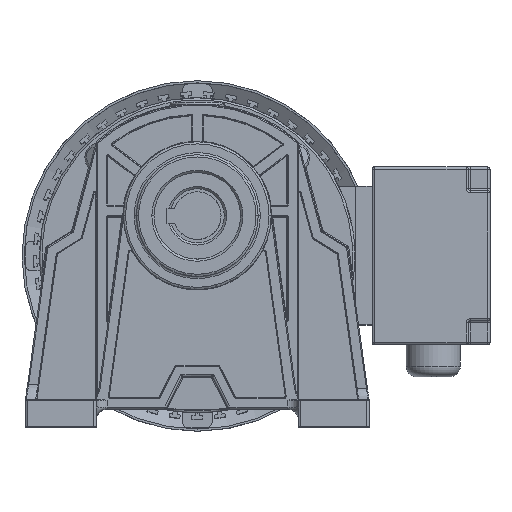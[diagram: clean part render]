
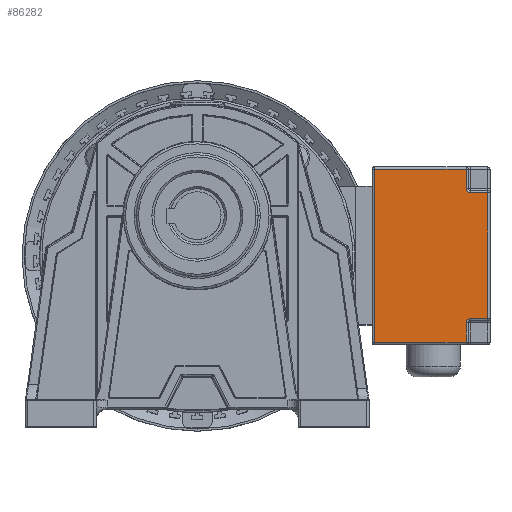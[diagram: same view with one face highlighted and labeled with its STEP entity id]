
A CAD part, top view. The second image highlights one B-rep face of the part: STEP entity #86282.
In plain terms, the highlighted face is planar.
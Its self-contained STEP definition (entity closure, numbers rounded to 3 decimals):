
#84596=CARTESIAN_POINT('',(31.04,-41.,9.));
#84597=DIRECTION('',(0.,-1.,0.));
#84598=DIRECTION('',(0.,0.,1.));
#84599=AXIS2_PLACEMENT_3D('',#84596,#84597,#84598);
#84601=CARTESIAN_POINT('',(-31.03,-41.,9.));
#84602=DIRECTION('',(0.,-1.,0.));
#84603=DIRECTION('',(1.,0.,0.));
#84604=AXIS2_PLACEMENT_3D('',#84601,#84602,#84603);
#84606=DIRECTION('',(1.,0.,0.));
#84607=VECTOR('',#84606,8.96);
#84608=CARTESIAN_POINT('',(31.04,-41.,11.));
#84609=LINE('',#84608,#84607);
#84625=DIRECTION('',(0.,0.,1.));
#84626=VECTOR('',#84625,42.5);
#84627=CARTESIAN_POINT('',(40.,-41.,11.));
#84628=LINE('',#84627,#84626);
#84648=DIRECTION('',(-1.,0.,0.));
#84649=VECTOR('',#84648,80.);
#84650=CARTESIAN_POINT('',(40.,-41.,53.5));
#84651=LINE('',#84650,#84649);
#84802=DIRECTION('',(0.,0.,-1.));
#84803=VECTOR('',#84802,42.5);
#84804=CARTESIAN_POINT('',(-40.,-41.,53.5));
#84805=LINE('',#84804,#84803);
#84825=DIRECTION('',(1.,0.,0.));
#84826=VECTOR('',#84825,8.97);
#84827=CARTESIAN_POINT('',(-40.,-41.,11.));
#84828=LINE('',#84827,#84826);
#84856=DIRECTION('',(0.,0.,-1.));
#84857=VECTOR('',#84856,8.);
#84858=CARTESIAN_POINT('',(-29.03,-41.,9.));
#84859=LINE('',#84858,#84857);
#84883=DIRECTION('',(1.,0.,0.));
#84884=VECTOR('',#84883,58.07);
#84885=CARTESIAN_POINT('',(-29.03,-41.,1.));
#84886=LINE('',#84885,#84884);
#84906=DIRECTION('',(0.,0.,1.));
#84907=VECTOR('',#84906,8.);
#84908=CARTESIAN_POINT('',(29.04,-41.,1.));
#84909=LINE('',#84908,#84907);
#85659=CARTESIAN_POINT('',(31.04,-41.,11.));
#85660=CARTESIAN_POINT('',(29.04,-41.,9.));
#85661=VERTEX_POINT('',#85659);
#85662=VERTEX_POINT('',#85660);
#85663=CARTESIAN_POINT('',(40.,-41.,11.));
#85664=VERTEX_POINT('',#85663);
#85665=CARTESIAN_POINT('',(29.04,-41.,1.));
#85666=VERTEX_POINT('',#85665);
#85667=CARTESIAN_POINT('',(-29.03,-41.,1.));
#85668=VERTEX_POINT('',#85667);
#85669=CARTESIAN_POINT('',(-29.03,-41.,9.));
#85670=VERTEX_POINT('',#85669);
#85671=CARTESIAN_POINT('',(-31.03,-41.,11.));
#85672=VERTEX_POINT('',#85671);
#85673=CARTESIAN_POINT('',(-40.,-41.,11.));
#85674=VERTEX_POINT('',#85673);
#85675=CARTESIAN_POINT('',(-40.,-41.,53.5));
#85676=VERTEX_POINT('',#85675);
#85677=CARTESIAN_POINT('',(40.,-41.,53.5));
#85678=VERTEX_POINT('',#85677);
#86256=CARTESIAN_POINT('',(-41.,-41.,0.));
#86257=DIRECTION('',(0.,-1.,0.));
#86258=DIRECTION('',(1.,0.,0.));
#86259=AXIS2_PLACEMENT_3D('',#86256,#86257,#86258);
#86260=PLANE('',#86259);
#86262=ORIENTED_EDGE('',*,*,#86261,.F.);
#86263=ORIENTED_EDGE('',*,*,#86246,.T.);
#86265=ORIENTED_EDGE('',*,*,#86264,.F.);
#86267=ORIENTED_EDGE('',*,*,#86266,.F.);
#86269=ORIENTED_EDGE('',*,*,#86268,.F.);
#86271=ORIENTED_EDGE('',*,*,#86270,.T.);
#86273=ORIENTED_EDGE('',*,*,#86272,.F.);
#86275=ORIENTED_EDGE('',*,*,#86274,.F.);
#86277=ORIENTED_EDGE('',*,*,#86276,.F.);
#86279=ORIENTED_EDGE('',*,*,#86278,.F.);
#86280=EDGE_LOOP('',(#86262,#86263,#86265,#86267,#86269,#86271,#86273,#86275,
#86277,#86279));
#86281=FACE_OUTER_BOUND('',#86280,.F.);
#86282=ADVANCED_FACE('',(#86281),#86260,.T.);
#84600=CIRCLE('',#84599,2.);
#84605=CIRCLE('',#84604,2.);
#86246=EDGE_CURVE('',#85661,#85662,#84600,.T.);
#86261=EDGE_CURVE('',#85661,#85664,#84609,.T.);
#86264=EDGE_CURVE('',#85666,#85662,#84909,.T.);
#86266=EDGE_CURVE('',#85668,#85666,#84886,.T.);
#86268=EDGE_CURVE('',#85670,#85668,#84859,.T.);
#86270=EDGE_CURVE('',#85670,#85672,#84605,.T.);
#86272=EDGE_CURVE('',#85674,#85672,#84828,.T.);
#86274=EDGE_CURVE('',#85676,#85674,#84805,.T.);
#86276=EDGE_CURVE('',#85678,#85676,#84651,.T.);
#86278=EDGE_CURVE('',#85664,#85678,#84628,.T.);
